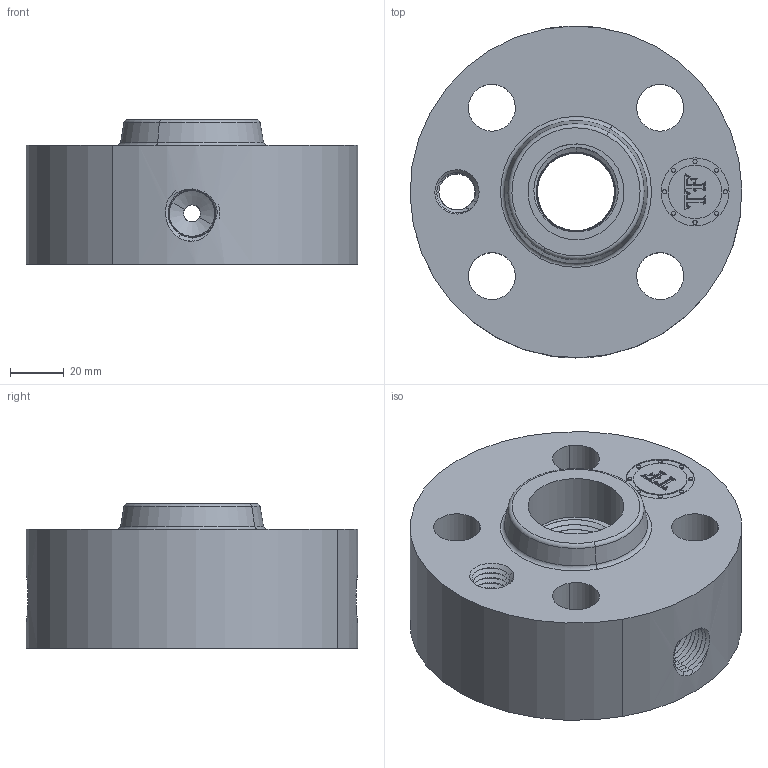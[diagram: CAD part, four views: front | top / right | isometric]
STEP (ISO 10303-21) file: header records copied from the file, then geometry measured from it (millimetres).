
FILE_DESCRIPTION(('3D STEP'),'2;1');
FILE_NAME('1-300-RTJ-THREADED-FLANGE.stp','2013-10-19T07:30:29+00:00',('Texas Flange'),(''),'CATIA Version 5 Release 20 SP 6 (IN-10)','CATIA V5 STEP AP214','800-826-3801');
FILE_SCHEMA(('AUTOMOTIVE_DESIGN { 1 0 10303 214 1 1 1 1 }'));
Length unit declared in the file: inch
Products named in the file (1): 1-300-RTJ-THREADED-FLANGE
Bounding box: 123.92 x 123.95 x 54.1 mm (x, y, z)
Volume: 439146.6 mm3; surface area: 65293 mm2
Topology: 1 solids, 1 shells, 879 faces, 2353 edges, 1495 vertices
Faces by surface type: plane 373, bspline 334, cylinder 91, cone 69, torus 8, revolution 4
Entity records: 37670 total; most frequent: CARTESIAN_POINT 16862, ORIENTED_EDGE 4706, EDGE_CURVE 2353, DIRECTION 2094, VERTEX_POINT 1495, VECTOR 1201, LINE 1201, B_SPLINE_CURVE_WITH_KNOTS 1037
